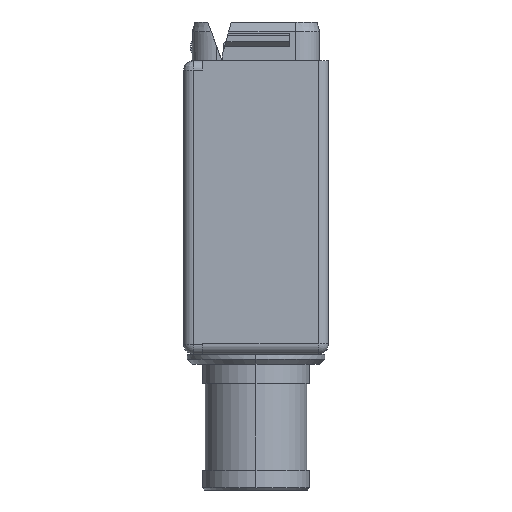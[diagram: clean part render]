
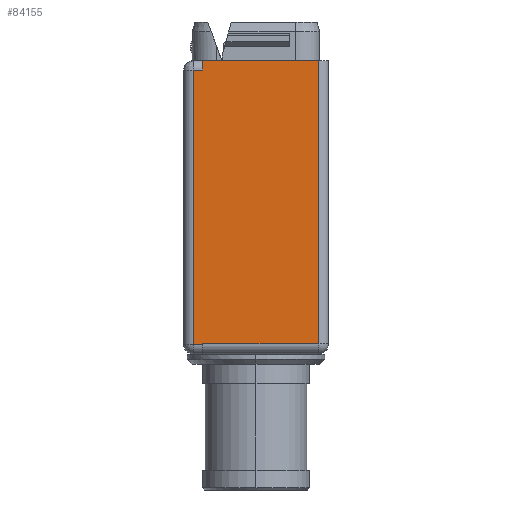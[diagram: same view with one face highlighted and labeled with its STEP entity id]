
A CAD part, left-side view. The second image highlights one B-rep face of the part: STEP entity #84155.
In plain terms, the highlighted planar face has unit normal (-1, 0, 0).
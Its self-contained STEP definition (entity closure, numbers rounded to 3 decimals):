
#9=DIRECTION('',(0.,1.,0.));
#10=VECTOR('',#9,11.93);
#11=CARTESIAN_POINT('',(-37.5,-6.43,0.));
#12=LINE('',#11,#10);
#832=DIRECTION('',(0.,0.,-1.));
#833=VECTOR('',#832,0.02);
#834=CARTESIAN_POINT('',(-37.5,5.5,-29.25));
#835=LINE('',#834,#833);
#23940=DIRECTION('',(0.,0.,-1.));
#23941=VECTOR('',#23940,0.96);
#23942=CARTESIAN_POINT('',(-37.5,5.5,0.));
#23943=LINE('',#23942,#23941);
#23949=DIRECTION('',(0.,1.,0.));
#23950=VECTOR('',#23949,0.93);
#23951=CARTESIAN_POINT('',(-37.5,5.5,-0.96));
#23952=LINE('',#23951,#23950);
#23958=DIRECTION('',(0.,1.,0.));
#23959=VECTOR('',#23958,11.93);
#23960=CARTESIAN_POINT('',(-37.5,-6.43,-29.25));
#23961=LINE('',#23960,#23959);
#23971=DIRECTION('',(0.,0.,1.));
#23972=VECTOR('',#23971,29.25);
#23973=CARTESIAN_POINT('',(-37.5,-6.43,-29.25));
#23974=LINE('',#23973,#23972);
#25816=DIRECTION('',(0.,1.,0.));
#25817=VECTOR('',#25816,0.93);
#25818=CARTESIAN_POINT('',(-37.5,5.5,-29.27));
#25819=LINE('',#25818,#25817);
#25843=DIRECTION('',(0.,0.,1.));
#25844=VECTOR('',#25843,28.31);
#25845=CARTESIAN_POINT('',(-37.5,6.43,-29.27));
#25846=LINE('',#25845,#25844);
#45441=CARTESIAN_POINT('',(-37.5,5.5,0.));
#45442=VERTEX_POINT('',#45441);
#45513=CARTESIAN_POINT('',(-37.5,-6.43,-29.25));
#45514=CARTESIAN_POINT('',(-37.5,-6.43,0.));
#45515=VERTEX_POINT('',#45513);
#45516=VERTEX_POINT('',#45514);
#47269=CARTESIAN_POINT('',(-37.5,5.5,-29.27));
#47270=CARTESIAN_POINT('',(-37.5,6.43,-29.27));
#47271=VERTEX_POINT('',#47269);
#47272=VERTEX_POINT('',#47270);
#47321=CARTESIAN_POINT('',(-37.5,6.43,-0.96));
#47323=VERTEX_POINT('',#47321);
#48032=CARTESIAN_POINT('',(-37.5,5.5,-0.96));
#48033=VERTEX_POINT('',#48032);
#48126=CARTESIAN_POINT('',(-37.5,5.5,-29.25));
#48127=VERTEX_POINT('',#48126);
#84135=CARTESIAN_POINT('',(-37.5,-7.48,0.));
#84136=DIRECTION('',(-1.,0.,0.));
#84137=DIRECTION('',(0.,1.,0.));
#84138=AXIS2_PLACEMENT_3D('',#84135,#84136,#84137);
#84139=PLANE('',#84138);
#84141=ORIENTED_EDGE('',*,*,#84140,.T.);
#84142=ORIENTED_EDGE('',*,*,#55379,.T.);
#84144=ORIENTED_EDGE('',*,*,#84143,.T.);
#84146=ORIENTED_EDGE('',*,*,#84145,.T.);
#84148=ORIENTED_EDGE('',*,*,#84147,.F.);
#84149=ORIENTED_EDGE('',*,*,#84128,.F.);
#84150=ORIENTED_EDGE('',*,*,#54547,.F.);
#84152=ORIENTED_EDGE('',*,*,#84151,.F.);
#84153=EDGE_LOOP('',(#84141,#84142,#84144,#84146,#84148,#84149,#84150,#84152));
#84154=FACE_OUTER_BOUND('',#84153,.F.);
#84155=ADVANCED_FACE('',(#84154),#84139,.T.);
#54547=EDGE_CURVE('',#45516,#45442,#12,.T.);
#55379=EDGE_CURVE('',#48127,#47271,#835,.T.);
#84128=EDGE_CURVE('',#45442,#48033,#23943,.T.);
#84140=EDGE_CURVE('',#45515,#48127,#23961,.T.);
#84143=EDGE_CURVE('',#47271,#47272,#25819,.T.);
#84145=EDGE_CURVE('',#47272,#47323,#25846,.T.);
#84147=EDGE_CURVE('',#48033,#47323,#23952,.T.);
#84151=EDGE_CURVE('',#45515,#45516,#23974,.T.);
